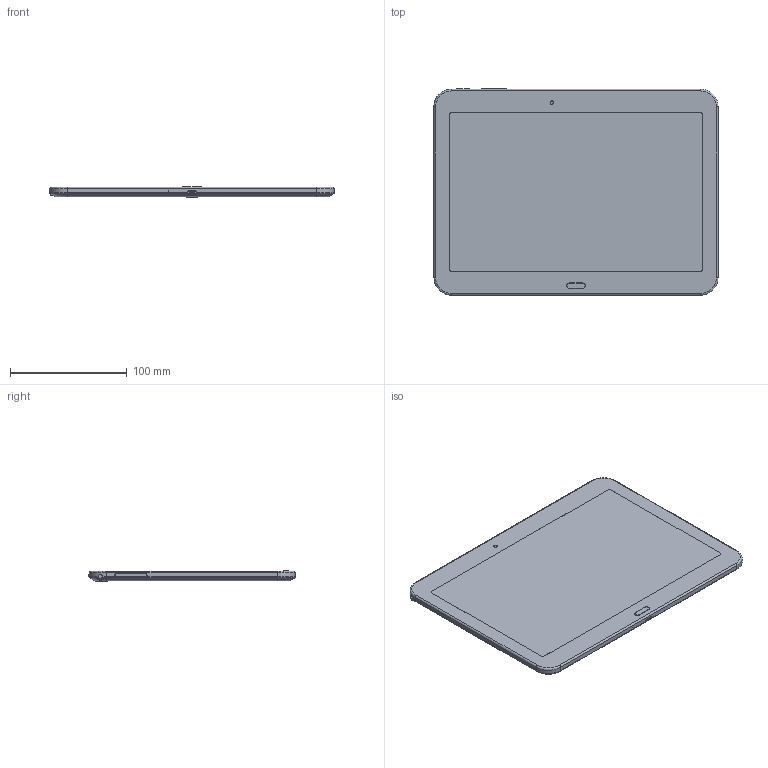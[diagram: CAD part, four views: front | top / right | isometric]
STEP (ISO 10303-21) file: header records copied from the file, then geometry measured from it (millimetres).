
FILE_DESCRIPTION (( 'STEP AP203' ), '1' );
FILE_NAME ('RK3568_TABLET_10.1.STEP', '2024-08-28T01:09:47', ( '' ), ( '' ), 'SwSTEP 2.0', 'SolidWorks 2018', '' );
FILE_SCHEMA (( 'CONFIG_CONTROL_DESIGN' ));
Length unit declared in the file: inch
Products named in the file (5): TABLET_10.1.STEP; Samsun-Galaxy-Tab-4-10.1-SM-T530.STEP.STEP; RK3568_TABLET_10.1; Body.STEP.STEP; micro_usb.STEP.STEP
Assembly tree (4 placements, depth 4):
  RK3568_TABLET_10.1
    TABLET_10.1.STEP
      Samsun-Galaxy-Tab-4-10.1-SM-T530.STEP.STEP
        Body.STEP.STEP
        micro_usb.STEP.STEP
Bounding box: 243.5 x 176.9 x 8.8 mm (x, y, z)
Volume: 353801.8 mm3; surface area: 92518.3 mm2
Topology: 2 solids, 2 shells, 548 faces, 1523 edges, 987 vertices
Faces by surface type: plane 339, cylinder 180, torus 13, cone 8, bspline 8
Entity records: 19931 total; most frequent: CARTESIAN_POINT 7375, ORIENTED_EDGE 3042, DIRECTION 1733, EDGE_CURVE 1521, B_SPLINE_CURVE_WITH_KNOTS 1051, VERTEX_POINT 987, AXIS2_PLACEMENT_3D 722, EDGE_LOOP 572
